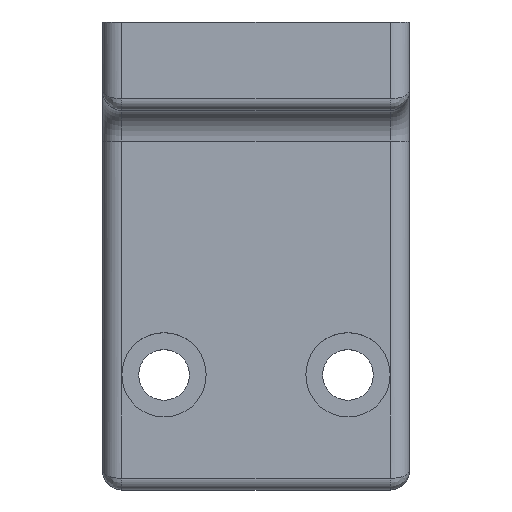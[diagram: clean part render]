
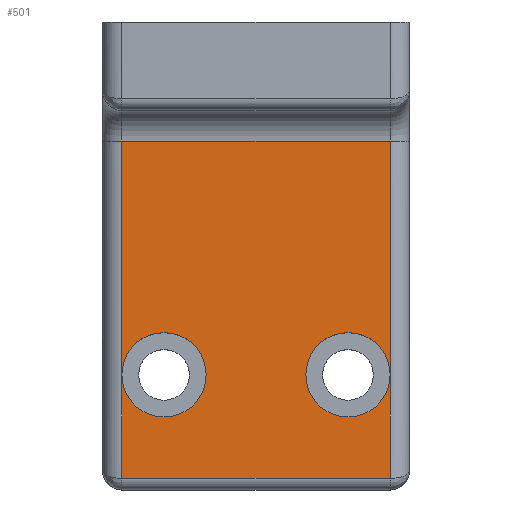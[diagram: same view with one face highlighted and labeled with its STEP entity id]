
A CAD part, top view. The second image highlights one B-rep face of the part: STEP entity #501.
In plain terms, the highlighted planar face has unit normal (0, 0, 1).
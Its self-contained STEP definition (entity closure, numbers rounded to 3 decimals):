
#32 = ORIENTED_EDGE ( 'NONE', *, *, #51, .T. ) ;
#51 = EDGE_CURVE ( 'NONE', #184, #184, #964, .T. ) ;
#156 = ORIENTED_EDGE ( 'NONE', *, *, #613, .F. ) ;
#180 = EDGE_CURVE ( 'NONE', #205, #465, #1273, .T. ) ;
#181 = EDGE_CURVE ( 'NONE', #184, #465, #1336, .T. ) ;
#183 = ORIENTED_EDGE ( 'NONE', *, *, #189, .T. ) ;
#184 = VERTEX_POINT ( 'NONE', #1355 ) ;
#185 = ORIENTED_EDGE ( 'NONE', *, *, #181, .F. ) ;
#189 = EDGE_CURVE ( 'NONE', #502, #205, #1331, .T. ) ;
#192 = EDGE_LOOP ( 'NONE', ( #464, #503, #183, #200, #185, #32, #156, #563 ) ) ;
#200 = ORIENTED_EDGE ( 'NONE', *, *, #180, .T. ) ;
#205 = VERTEX_POINT ( 'NONE', #1286 ) ;
#207 = VERTEX_POINT ( 'NONE', #1285 ) ;
#421 = VERTEX_POINT ( 'NONE', #1684 ) ;
#464 = ORIENTED_EDGE ( 'NONE', *, *, #498, .T. ) ;
#465 = VERTEX_POINT ( 'NONE', #1952 ) ;
#498 = EDGE_CURVE ( 'NONE', #207, #502, #1956, .T. ) ;
#501 = ADVANCED_FACE ( 'NONE', ( #1854 ), #1955, .F. ) ;
#502 = VERTEX_POINT ( 'NONE', #1874 ) ;
#503 = ORIENTED_EDGE ( 'NONE', *, *, #504, .F. ) ;
#504 = EDGE_CURVE ( 'NONE', #502, #502, #1807, .T. ) ;
#549 = EDGE_CURVE ( 'NONE', #421, #207, #1965, .T. ) ;
#563 = ORIENTED_EDGE ( 'NONE', *, *, #549, .T. ) ;
#613 = EDGE_CURVE ( 'NONE', #421, #184, #2160, .T. ) ;
#959 = DIRECTION ( 'NONE',  ( -1., 0., 0. ) ) ;
#960 = DIRECTION ( 'NONE',  ( 0., 0., -1. ) ) ;
#961 = CARTESIAN_POINT ( 'NONE',  ( -12., 0., 15.5 ) ) ;
#964 = CIRCLE ( 'NONE', #1049, 5.5 ) ;
#1049 = AXIS2_PLACEMENT_3D ( 'NONE', #961, #960, #959 ) ;
#1253 = DIRECTION ( 'NONE',  ( 0., 1., 0. ) ) ;
#1254 = VECTOR ( 'NONE', #1253, 1000. ) ;
#1255 = CARTESIAN_POINT ( 'NONE',  ( 17.5, 30.5, 15.5 ) ) ;
#1270 = DIRECTION ( 'NONE',  ( -1., 0., 0. ) ) ;
#1271 = VECTOR ( 'NONE', #1270, 1000. ) ;
#1272 = CARTESIAN_POINT ( 'NONE',  ( 0., 30.5, 15.5 ) ) ;
#1273 = LINE ( 'NONE', #1272, #1271 ) ;
#1285 = CARTESIAN_POINT ( 'NONE',  ( 17.5, -13.5, 15.5 ) ) ;
#1286 = CARTESIAN_POINT ( 'NONE',  ( 17.5, 30.5, 15.5 ) ) ;
#1331 = LINE ( 'NONE', #1255, #1254 ) ;
#1332 = DIRECTION ( 'NONE',  ( 0., 1., 0. ) ) ;
#1333 = VECTOR ( 'NONE', #1332, 1000. ) ;
#1335 = CARTESIAN_POINT ( 'NONE',  ( -17.5, 30.5, 15.5 ) ) ;
#1336 = LINE ( 'NONE', #1335, #1333 ) ;
#1355 = CARTESIAN_POINT ( 'NONE',  ( -17.5, 0., 15.5 ) ) ;
#1684 = CARTESIAN_POINT ( 'NONE',  ( -17.5, -13.5, 15.5 ) ) ;
#1807 = CIRCLE ( 'NONE', #1818, 5.5 ) ;
#1809 = DIRECTION ( 'NONE',  ( 0., 1., 0. ) ) ;
#1812 = CARTESIAN_POINT ( 'NONE',  ( 20., 34.5, 15.5 ) ) ;
#1816 = DIRECTION ( 'NONE',  ( 0., 1., 0. ) ) ;
#1817 = VECTOR ( 'NONE', #1816, 1000. ) ;
#1818 = AXIS2_PLACEMENT_3D ( 'NONE', #1886, #1885, #1884 ) ;
#1848 = CARTESIAN_POINT ( 'NONE',  ( 17.5, 30.5, 15.5 ) ) ;
#1849 = AXIS2_PLACEMENT_3D ( 'NONE', #1812, #1910, #1809 ) ;
#1854 = FACE_OUTER_BOUND ( 'NONE', #192, .T. ) ;
#1874 = CARTESIAN_POINT ( 'NONE',  ( 17.5, 0., 15.5 ) ) ;
#1884 = DIRECTION ( 'NONE',  ( 1., 0., 0. ) ) ;
#1885 = DIRECTION ( 'NONE',  ( 0., 0., 1. ) ) ;
#1886 = CARTESIAN_POINT ( 'NONE',  ( 12., 0., 15.5 ) ) ;
#1910 = DIRECTION ( 'NONE',  ( 0., 0., -1. ) ) ;
#1925 = DIRECTION ( 'NONE',  ( 1., 0., 0. ) ) ;
#1926 = VECTOR ( 'NONE', #1925, 1000. ) ;
#1927 = CARTESIAN_POINT ( 'NONE',  ( 20., -13.5, 15.5 ) ) ;
#1952 = CARTESIAN_POINT ( 'NONE',  ( -17.5, 30.5, 15.5 ) ) ;
#1955 = PLANE ( 'NONE',  #1849 ) ;
#1956 = LINE ( 'NONE', #1848, #1817 ) ;
#1965 = LINE ( 'NONE', #1927, #1926 ) ;
#2160 = LINE ( 'NONE', #2175, #2275 ) ;
#2174 = DIRECTION ( 'NONE',  ( 0., 1., 0. ) ) ;
#2175 = CARTESIAN_POINT ( 'NONE',  ( -17.5, 30.5, 15.5 ) ) ;
#2275 = VECTOR ( 'NONE', #2174, 1000. ) ;
